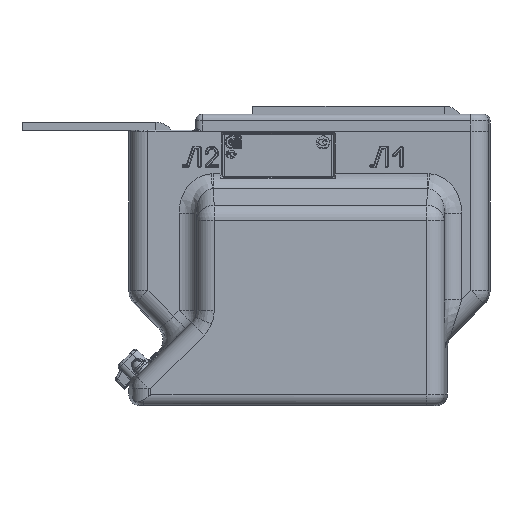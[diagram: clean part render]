
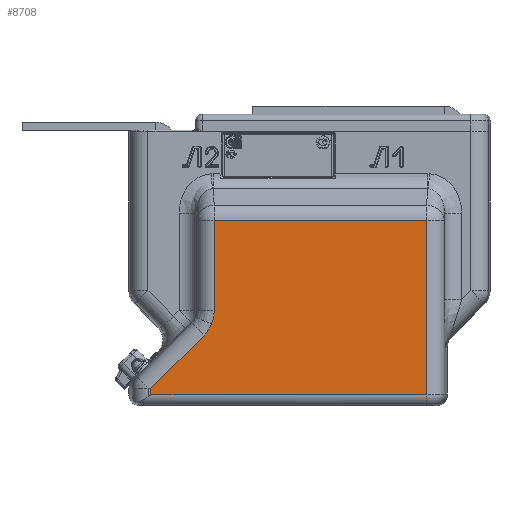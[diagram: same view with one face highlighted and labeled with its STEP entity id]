
A CAD part, top view. The second image highlights one B-rep face of the part: STEP entity #8708.
In plain terms, the highlighted planar face has unit normal (0, 0, 1).
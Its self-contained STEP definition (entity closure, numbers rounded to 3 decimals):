
#515 = CARTESIAN_POINT ( 'NONE',  ( 87.565, 138.494, 82.5 ) ) ;
#522 = CARTESIAN_POINT ( 'NONE',  ( 87.565, 8., 82.5 ) ) ;
#533 = CARTESIAN_POINT ( 'NONE',  ( -71.241, 71.078, 82.5 ) ) ;
#663 = CARTESIAN_POINT ( 'NONE',  ( -118.557, 13., 82.5 ) ) ;
#735 = CARTESIAN_POINT ( 'NONE',  ( -71.241, 138.494, 82.5 ) ) ;
#818 = CARTESIAN_POINT ( 'NONE',  ( -73.219, 61.134, 82.5 ) ) ;
#826 = CARTESIAN_POINT ( 'NONE',  ( -78.852, 52.705, 82.5 ) ) ;
#1025 = CARTESIAN_POINT ( 'NONE',  ( -118.557, 8., 82.5 ) ) ;
#1888 = EDGE_CURVE ( 'NONE', #14350, #14453, #3218, .T. ) ;
#1956 = EDGE_CURVE ( 'NONE', #14453, #14195, #3098, .T. ) ;
#1972 = EDGE_CURVE ( 'NONE', #14547, #14550, #3076, .T. ) ;
#1981 = EDGE_CURVE ( 'NONE', #14195, #14547, #3057, .T. ) ;
#3056 = VECTOR ( 'NONE', #21608, 1000. ) ;
#3057 = LINE ( 'NONE', #21609, #3056 ) ;
#3076 = LINE ( 'NONE', #21664, #3083 ) ;
#3083 = VECTOR ( 'NONE', #21662, 1000. ) ;
#3097 = VECTOR ( 'NONE', #21779, 1000. ) ;
#3098 = LINE ( 'NONE', #21781, #3097 ) ;
#3210 = VECTOR ( 'NONE', #22213, 1000. ) ;
#3218 = LINE ( 'NONE', #22228, #3210 ) ;
#3327 =( BOUNDED_CURVE ( )  B_SPLINE_CURVE ( 3, ( #25850, #26632, #26633, #26625 ),
 .UNSPECIFIED., .F., .T. ) 
 B_SPLINE_CURVE_WITH_KNOTS ( ( 4, 4 ),
 ( 5.891, 6.283 ),
 .UNSPECIFIED. ) 
 CURVE ( )  GEOMETRIC_REPRESENTATION_ITEM ( )  RATIONAL_B_SPLINE_CURVE ( ( 1., 0.987, 0.987, 1. ) ) 
 REPRESENTATION_ITEM ( '' )  );
#3392 =( BOUNDED_CURVE ( )  B_SPLINE_CURVE ( 3, ( #15933, #15928, #15927, #15926 ),
 .UNSPECIFIED., .F., .T. ) 
 B_SPLINE_CURVE_WITH_KNOTS ( ( 4, 4 ),
 ( 0., 0.392 ),
 .UNSPECIFIED. ) 
 CURVE ( )  GEOMETRIC_REPRESENTATION_ITEM ( )  RATIONAL_B_SPLINE_CURVE ( ( 1., 0.987, 0.987, 1. ) ) 
 REPRESENTATION_ITEM ( '' )  );
#6683 = EDGE_CURVE ( 'NONE', #14350, #14356, #3327, .T. ) ;
#6941 = EDGE_CURVE ( 'NONE', #14356, #14538, #3392, .T. ) ;
#6949 = EDGE_CURVE ( 'NONE', #14550, #14414, #33381, .T. ) ;
#7244 = EDGE_CURVE ( 'NONE', #14414, #14538, #27902, .T. ) ;
#8455 = ORIENTED_EDGE ( 'NONE', *, *, #1956, .T. ) ;
#8457 = ORIENTED_EDGE ( 'NONE', *, *, #1981, .T. ) ;
#8458 = ORIENTED_EDGE ( 'NONE', *, *, #1972, .T. ) ;
#8460 = ORIENTED_EDGE ( 'NONE', *, *, #6949, .T. ) ;
#8462 = ORIENTED_EDGE ( 'NONE', *, *, #7244, .T. ) ;
#8464 = ORIENTED_EDGE ( 'NONE', *, *, #6941, .F. ) ;
#8465 = ORIENTED_EDGE ( 'NONE', *, *, #6683, .F. ) ;
#8467 = ORIENTED_EDGE ( 'NONE', *, *, #1888, .T. ) ;
#8708 = ADVANCED_FACE ( 'NONE', ( #27438 ), #32148, .T. ) ;
#13200 = AXIS2_PLACEMENT_3D ( 'NONE', #32150, #32143, #32139 ) ;
#14195 = VERTEX_POINT ( 'NONE', #1025 ) ;
#14350 = VERTEX_POINT ( 'NONE', #826 ) ;
#14356 = VERTEX_POINT ( 'NONE', #818 ) ;
#14414 = VERTEX_POINT ( 'NONE', #735 ) ;
#14453 = VERTEX_POINT ( 'NONE', #663 ) ;
#14538 = VERTEX_POINT ( 'NONE', #533 ) ;
#14547 = VERTEX_POINT ( 'NONE', #522 ) ;
#14550 = VERTEX_POINT ( 'NONE', #515 ) ;
#15895 = DIRECTION ( 'NONE',  ( -1., 0., 0. ) ) ;
#15896 = CARTESIAN_POINT ( 'NONE',  ( -83.795, 138.494, 82.5 ) ) ;
#15926 = CARTESIAN_POINT ( 'NONE',  ( -71.241, 71.078, 82.5 ) ) ;
#15927 = CARTESIAN_POINT ( 'NONE',  ( -71.241, 67.655, 82.5 ) ) ;
#15928 = CARTESIAN_POINT ( 'NONE',  ( -71.909, 64.297, 82.5 ) ) ;
#15933 = CARTESIAN_POINT ( 'NONE',  ( -73.219, 61.134, 82.5 ) ) ;
#19248 = EDGE_LOOP ( 'NONE', ( #8455, #8457, #8458, #8460, #8462, #8464, #8465, #8467 ) ) ;
#21608 = DIRECTION ( 'NONE',  ( 1., 0., 0. ) ) ;
#21609 = CARTESIAN_POINT ( 'NONE',  ( 87.565, 8., 82.5 ) ) ;
#21662 = DIRECTION ( 'NONE',  ( 0., 1., 0. ) ) ;
#21664 = CARTESIAN_POINT ( 'NONE',  ( 87.565, 13., 82.5 ) ) ;
#21779 = DIRECTION ( 'NONE',  ( 0., -1., 0. ) ) ;
#21781 = CARTESIAN_POINT ( 'NONE',  ( -118.557, 13., 82.5 ) ) ;
#22213 = DIRECTION ( 'NONE',  ( -0.707, -0.707, 0. ) ) ;
#22228 = CARTESIAN_POINT ( 'NONE',  ( -123.242, 8.314, 82.5 ) ) ;
#25850 = CARTESIAN_POINT ( 'NONE',  ( -78.852, 52.705, 82.5 ) ) ;
#26625 = CARTESIAN_POINT ( 'NONE',  ( -73.219, 61.134, 82.5 ) ) ;
#26632 = CARTESIAN_POINT ( 'NONE',  ( -76.431, 55.125, 82.5 ) ) ;
#26633 = CARTESIAN_POINT ( 'NONE',  ( -74.529, 57.972, 82.5 ) ) ;
#27438 = FACE_OUTER_BOUND ( 'NONE', #19248, .T. ) ;
#27870 = VECTOR ( 'NONE', #34067, 1000. ) ;
#27902 = LINE ( 'NONE', #34068, #27870 ) ;
#32139 = DIRECTION ( 'NONE',  ( 1., 0., 0. ) ) ;
#32143 = DIRECTION ( 'NONE',  ( 0., 0., 1. ) ) ;
#32148 = PLANE ( 'NONE',  #13200 ) ;
#32150 = CARTESIAN_POINT ( 'NONE',  ( -85., 0., 82.5 ) ) ;
#33380 = VECTOR ( 'NONE', #15895, 1000. ) ;
#33381 = LINE ( 'NONE', #15896, #33380 ) ;
#34067 = DIRECTION ( 'NONE',  ( 0., -1., 0. ) ) ;
#34068 = CARTESIAN_POINT ( 'NONE',  ( -71.241, 65.515, 82.5 ) ) ;
